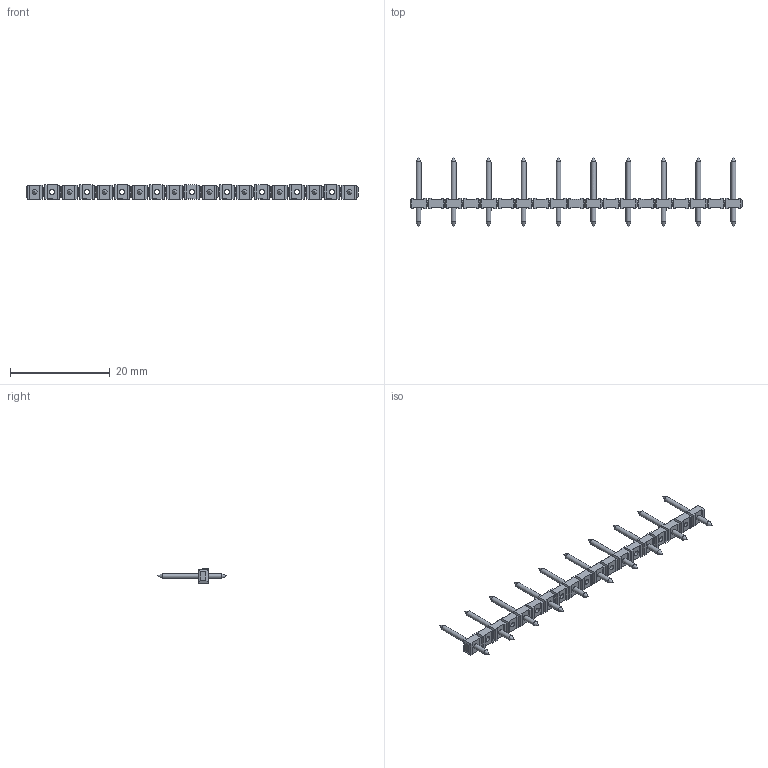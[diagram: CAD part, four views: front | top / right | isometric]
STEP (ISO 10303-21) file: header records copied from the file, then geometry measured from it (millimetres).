
FILE_DESCRIPTION(('STEP AP214'),'1');
FILE_NAME('PVS10-7.stp','2018-11-20T17:00:56',(' '),(' '),'Spatial InterOp 3D',' ',' ');
FILE_SCHEMA(('AUTOMOTIVE_DESIGN { 1 0 10303 214 1 1 1 1 }'));
Length unit declared in the file: metre
Products named in the file (1): 1
Bounding box: 66.4 x 14 x 2.8 mm (x, y, z)
Volume: 382.3 mm3; surface area: 1105.8 mm2
Topology: 1 solids, 1 shells, 503 faces, 1216 edges, 715 vertices
Faces by surface type: plane 454, cylinder 29, cone 20
Full cylindrical faces by diameter (mm): 1 x29
Entity records: 17503 total; most frequent: CARTESIAN_POINT 2308, ORIENTED_EDGE 2236, DIRECTION 2184, EDGE_CURVE 1118, LINE 1060, VECTOR 1060, VERTEX_POINT 686, EDGE_LOOP 570
